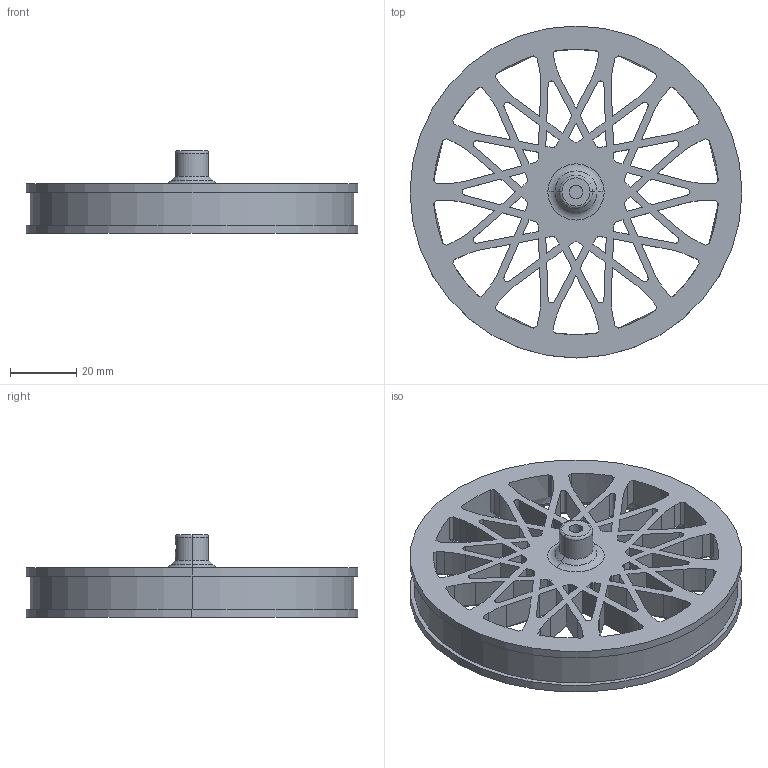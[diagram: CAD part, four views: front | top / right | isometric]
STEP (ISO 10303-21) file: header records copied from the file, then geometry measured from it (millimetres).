
FILE_DESCRIPTION (( 'STEP AP203' ), '1' );
FILE_NAME ('Wheel_V2.STEP', '2024-03-15T22:16:58', ( '' ), ( '' ), 'SwSTEP 2.0', 'SolidWorks 2023', '' );
FILE_SCHEMA (( 'CONFIG_CONTROL_DESIGN' ));
Length unit declared in the file: millimetre
Products named in the file (1): Wheel_V2
Bounding box: 100 x 100 x 25 mm (x, y, z)
Volume: 48346.9 mm3; surface area: 29235.3 mm2
Topology: 1 solids, 1 shells, 815 faces, 2075 edges, 1271 vertices
Faces by surface type: plane 522, cone 109, cylinder 91, bspline 85, torus 8
Entity records: 26345 total; most frequent: CARTESIAN_POINT 6885, ORIENTED_EDGE 4150, DIRECTION 3726, EDGE_CURVE 2075, LINE 1538, VECTOR 1538, VERTEX_POINT 1271, AXIS2_PLACEMENT_3D 1094
